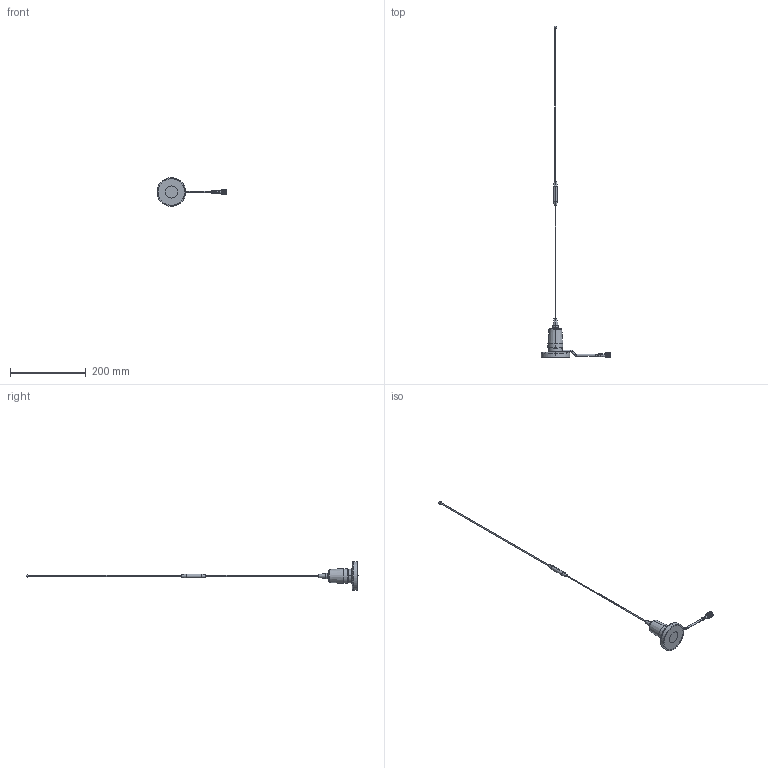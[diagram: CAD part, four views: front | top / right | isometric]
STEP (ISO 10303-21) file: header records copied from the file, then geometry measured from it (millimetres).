
FILE_DESCRIPTION (( 'STEP AP214' ), '1' );
FILE_NAME ('FMANMOB1007-TM_3D.step', '2025-10-27T22:36:09', ( '' ), ( '' ), 'SwSTEP 2.0', 'SolidWorks 2025', '' );
FILE_SCHEMA (( 'AUTOMOTIVE_DESIGN' ));
Length unit declared in the file: inch
Products named in the file (6): Copy of NMO Base w Cable^FMMA1-TMA10; Copy of TM 230124^FMMA1-TMA10; 1085 230124; Copy of HeatShrink-195-3_230124^FMMA1-TMA10; FMMA1-TMA10; FMANMOB1007-TM_3D
Assembly tree (5 placements, depth 3):
  FMANMOB1007-TM_3D
    FMMA1-TMA10
      Copy of NMO Base w Cable^FMMA1-TMA10
      Copy of HeatShrink-195-3_230124^FMMA1-TMA10
      Copy of TM 230124^FMMA1-TMA10
    1085 230124
Bounding box: 184.6 x 876.69 x 76 mm (x, y, z)
Volume: 129059.2 mm3; surface area: 62648.6 mm2
Topology: 10 solids, 10 shells, 2811 faces, 5993 edges, 3217 vertices
Faces by surface type: bspline 2014, cylinder 648, plane 89, cone 46, torus 12, sphere 2
Entity records: 108155 total; most frequent: CARTESIAN_POINT 70034, ORIENTED_EDGE 11968, EDGE_CURVE 5984, VERTEX_POINT 3214, EDGE_LOOP 2850, ADVANCED_FACE 2811, FACE_OUTER_BOUND 2811, DIRECTION 2799
